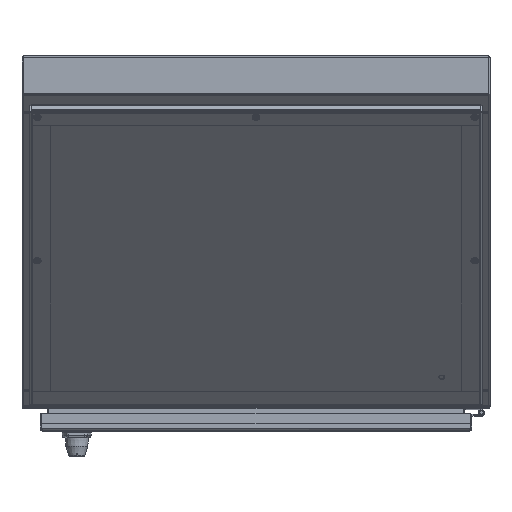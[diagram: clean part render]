
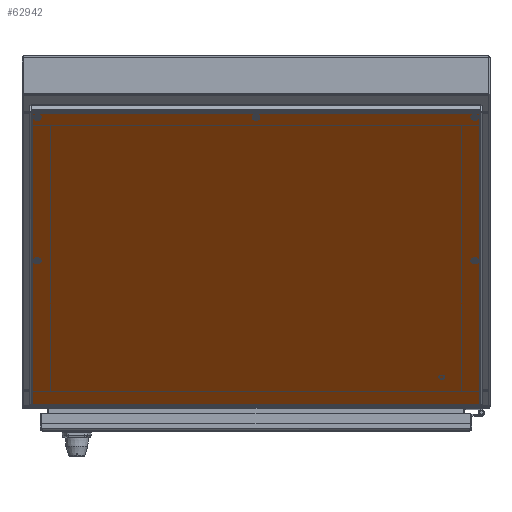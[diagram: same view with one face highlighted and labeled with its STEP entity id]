
A CAD part, top view. The second image highlights one B-rep face of the part: STEP entity #62942.
In plain terms, the highlighted planar face has unit normal (0, -0.707, 0.707).
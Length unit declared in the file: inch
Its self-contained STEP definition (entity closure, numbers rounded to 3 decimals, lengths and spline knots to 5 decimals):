
#840 = VERTEX_POINT ( 'NONE', #65798 ) ;
#1392 = VECTOR ( 'NONE', #1915, 39.37008 ) ;
#1823 = VERTEX_POINT ( 'NONE', #44730 ) ;
#1915 = DIRECTION ( 'NONE',  ( 0., -0.707, -0.707 ) ) ;
#2325 = DIRECTION ( 'NONE',  ( 0., 0.707, -0.707 ) ) ;
#2937 = FACE_BOUND ( 'NONE', #11768, .T. ) ;
#2974 = EDGE_CURVE ( 'NONE', #57435, #64582, #12838, .T. ) ;
#3251 = LINE ( 'NONE', #26789, #52856 ) ;
#4119 = VECTOR ( 'NONE', #17291, 39.37008 ) ;
#5089 = AXIS2_PLACEMENT_3D ( 'NONE', #44678, #73512, #26101 ) ;
#6662 = VECTOR ( 'NONE', #47720, 39.37008 ) ;
#7055 = CARTESIAN_POINT ( 'NONE',  ( -11.21875, 5.86851, 23.71686 ) ) ;
#7056 = VERTEX_POINT ( 'NONE', #19769 ) ;
#8092 = DIRECTION ( 'NONE',  ( 0., -0.707, -0.707 ) ) ;
#8174 = DIRECTION ( 'NONE',  ( 0., -0.707, -0.707 ) ) ;
#9701 = EDGE_LOOP ( 'NONE', ( #48035, #13537, #34561, #26811 ) ) ;
#9811 = VERTEX_POINT ( 'NONE', #45996 ) ;
#10021 = AXIS2_PLACEMENT_3D ( 'NONE', #11260, #34402, #64373 ) ;
#10767 = ORIENTED_EDGE ( 'NONE', *, *, #48719, .T. ) ;
#11260 = CARTESIAN_POINT ( 'NONE',  ( -11.21875, -1.46772, 16.38063 ) ) ;
#11615 = LINE ( 'NONE', #45392, #4119 ) ;
#11768 = EDGE_LOOP ( 'NONE', ( #61261, #12198 ) ) ;
#12198 = ORIENTED_EDGE ( 'NONE', *, *, #67029, .T. ) ;
#12838 = LINE ( 'NONE', #65176, #6662 ) ;
#13537 = ORIENTED_EDGE ( 'NONE', *, *, #2974, .T. ) ;
#14259 = CARTESIAN_POINT ( 'NONE',  ( -11.21875, -1.46772, 16.38063 ) ) ;
#14735 = DIRECTION ( 'NONE',  ( 0., -0.707, 0.707 ) ) ;
#16277 = DIRECTION ( 'NONE',  ( 0., 0.707, -0.707 ) ) ;
#16515 = VERTEX_POINT ( 'NONE', #19540 ) ;
#17291 = DIRECTION ( 'NONE',  ( 0., 0.707, 0.707 ) ) ;
#17476 = VERTEX_POINT ( 'NONE', #37406 ) ;
#18237 = CARTESIAN_POINT ( 'NONE',  ( 0., 5.86851, 23.71686 ) ) ;
#18937 = ORIENTED_EDGE ( 'NONE', *, *, #49985, .T. ) ;
#18984 = CIRCLE ( 'NONE', #48092, 0.125 ) ;
#19103 = DIRECTION ( 'NONE',  ( 0., 0.707, -0.707 ) ) ;
#19540 = CARTESIAN_POINT ( 'NONE',  ( 0., 5.78012, 23.62847 ) ) ;
#19764 = AXIS2_PLACEMENT_3D ( 'NONE', #23698, #35847, #35469 ) ;
#19769 = CARTESIAN_POINT ( 'NONE',  ( -11.21875, -1.37933, 16.46902 ) ) ;
#19791 = DIRECTION ( 'NONE',  ( 0., -0.707, -0.707 ) ) ;
#20165 = CARTESIAN_POINT ( 'NONE',  ( 11.21875, -1.46772, 16.38063 ) ) ;
#20411 = FACE_BOUND ( 'NONE', #21822, .T. ) ;
#20883 = CIRCLE ( 'NONE', #5089, 0.125 ) ;
#21473 = VERTEX_POINT ( 'NONE', #50095 ) ;
#21822 = EDGE_LOOP ( 'NONE', ( #22812, #18937 ) ) ;
#21979 = CARTESIAN_POINT ( 'NONE',  ( -11.21875, 5.86851, 23.71686 ) ) ;
#22812 = ORIENTED_EDGE ( 'NONE', *, *, #52243, .T. ) ;
#22856 = EDGE_CURVE ( 'NONE', #17476, #16515, #51634, .T. ) ;
#23200 = EDGE_CURVE ( 'NONE', #73166, #46363, #18984, .T. ) ;
#23389 = ORIENTED_EDGE ( 'NONE', *, *, #62821, .T. ) ;
#23618 = AXIS2_PLACEMENT_3D ( 'NONE', #14259, #36641, #8174 ) ;
#23653 = CIRCLE ( 'NONE', #58800, 0.125 ) ;
#23698 = CARTESIAN_POINT ( 'NONE',  ( 11.21875, 5.86851, 23.71686 ) ) ;
#23752 = AXIS2_PLACEMENT_3D ( 'NONE', #18237, #58818, #24303 ) ;
#24207 = EDGE_LOOP ( 'NONE', ( #10767, #50245 ) ) ;
#24303 = DIRECTION ( 'NONE',  ( 0., -0.707, -0.707 ) ) ;
#25832 = CIRCLE ( 'NONE', #19764, 0.125 ) ;
#25943 = CARTESIAN_POINT ( 'NONE',  ( -11.48575, -8.90436, 8.94399 ) ) ;
#26101 = DIRECTION ( 'NONE',  ( 0., -0.707, -0.707 ) ) ;
#26734 = EDGE_CURVE ( 'NONE', #7056, #1823, #64560, .T. ) ;
#26762 = CIRCLE ( 'NONE', #70435, 0.125 ) ;
#26789 = CARTESIAN_POINT ( 'NONE',  ( -11.59375, 6.05731, 23.90566 ) ) ;
#26811 = ORIENTED_EDGE ( 'NONE', *, *, #73930, .T. ) ;
#26908 = CARTESIAN_POINT ( 'NONE',  ( 11.48575, -8.90436, 8.94399 ) ) ;
#28055 = DIRECTION ( 'NONE',  ( 0., -0.707, -0.707 ) ) ;
#29928 = CIRCLE ( 'NONE', #32325, 0.125 ) ;
#31698 = VERTEX_POINT ( 'NONE', #63560 ) ;
#31781 = VERTEX_POINT ( 'NONE', #43040 ) ;
#31790 = ORIENTED_EDGE ( 'NONE', *, *, #56171, .T. ) ;
#32137 = CIRCLE ( 'NONE', #64854, 0.125 ) ;
#32325 = AXIS2_PLACEMENT_3D ( 'NONE', #20165, #2325, #19791 ) ;
#33402 = EDGE_CURVE ( 'NONE', #31781, #840, #29928, .T. ) ;
#34402 = DIRECTION ( 'NONE',  ( 0., 0.707, -0.707 ) ) ;
#34561 = ORIENTED_EDGE ( 'NONE', *, *, #66292, .T. ) ;
#35469 = DIRECTION ( 'NONE',  ( 0., -0.707, -0.707 ) ) ;
#35847 = DIRECTION ( 'NONE',  ( 0., 0.707, -0.707 ) ) ;
#36303 = ORIENTED_EDGE ( 'NONE', *, *, #33402, .T. ) ;
#36641 = DIRECTION ( 'NONE',  ( 0., 0.707, -0.707 ) ) ;
#37287 = CARTESIAN_POINT ( 'NONE',  ( -11.21875, 5.9569, 23.80525 ) ) ;
#37406 = CARTESIAN_POINT ( 'NONE',  ( 0., 5.9569, 23.80525 ) ) ;
#37694 = DIRECTION ( 'NONE',  ( 0., -0.707, -0.707 ) ) ;
#37870 = DIRECTION ( 'NONE',  ( 0., -0.707, -0.707 ) ) ;
#38622 = FACE_OUTER_BOUND ( 'NONE', #9701, .T. ) ;
#40197 = DIRECTION ( 'NONE',  ( 0., 0.707, -0.707 ) ) ;
#43040 = CARTESIAN_POINT ( 'NONE',  ( 11.21875, -1.37933, 16.46902 ) ) ;
#44303 = FACE_BOUND ( 'NONE', #24207, .T. ) ;
#44678 = CARTESIAN_POINT ( 'NONE',  ( 11.21875, -1.46772, 16.38063 ) ) ;
#44728 = EDGE_LOOP ( 'NONE', ( #23389, #36303 ) ) ;
#44730 = CARTESIAN_POINT ( 'NONE',  ( -11.21875, -1.55611, 16.29224 ) ) ;
#45392 = CARTESIAN_POINT ( 'NONE',  ( 11.48575, -8.98073, 8.86762 ) ) ;
#45996 = CARTESIAN_POINT ( 'NONE',  ( 11.48575, 6.05731, 23.90566 ) ) ;
#46363 = VERTEX_POINT ( 'NONE', #37287 ) ;
#47297 = DIRECTION ( 'NONE',  ( 0., 0.707, -0.707 ) ) ;
#47720 = DIRECTION ( 'NONE',  ( 1., 0., 0. ) ) ;
#48035 = ORIENTED_EDGE ( 'NONE', *, *, #50856, .T. ) ;
#48092 = AXIS2_PLACEMENT_3D ( 'NONE', #21979, #16277, #69386 ) ;
#48719 = EDGE_CURVE ( 'NONE', #1823, #7056, #68486, .T. ) ;
#49985 = EDGE_CURVE ( 'NONE', #68865, #31698, #26762, .T. ) ;
#50095 = CARTESIAN_POINT ( 'NONE',  ( -11.48575, 6.05731, 23.90566 ) ) ;
#50245 = ORIENTED_EDGE ( 'NONE', *, *, #26734, .T. ) ;
#50430 = EDGE_LOOP ( 'NONE', ( #31790, #64896 ) ) ;
#50856 = EDGE_CURVE ( 'NONE', #21473, #57435, #53180, .T. ) ;
#51634 = CIRCLE ( 'NONE', #23752, 0.125 ) ;
#52243 = EDGE_CURVE ( 'NONE', #31698, #68865, #25832, .T. ) ;
#52856 = VECTOR ( 'NONE', #60949, 39.37008 ) ;
#53180 = LINE ( 'NONE', #64940, #1392 ) ;
#55329 = CARTESIAN_POINT ( 'NONE',  ( 11.21875, 5.9569, 23.80525 ) ) ;
#55423 = CARTESIAN_POINT ( 'NONE',  ( -11.21875, 5.78012, 23.62847 ) ) ;
#55676 = CARTESIAN_POINT ( 'NONE',  ( -11.59375, -8.98073, 8.86762 ) ) ;
#56041 = FACE_BOUND ( 'NONE', #44728, .T. ) ;
#56171 = EDGE_CURVE ( 'NONE', #16515, #17476, #23653, .T. ) ;
#57435 = VERTEX_POINT ( 'NONE', #25943 ) ;
#58800 = AXIS2_PLACEMENT_3D ( 'NONE', #64653, #19103, #8092 ) ;
#58818 = DIRECTION ( 'NONE',  ( 0., 0.707, -0.707 ) ) ;
#60949 = DIRECTION ( 'NONE',  ( -1., 0., 0. ) ) ;
#60978 = AXIS2_PLACEMENT_3D ( 'NONE', #55676, #14735, #37870 ) ;
#61261 = ORIENTED_EDGE ( 'NONE', *, *, #23200, .T. ) ;
#62821 = EDGE_CURVE ( 'NONE', #840, #31781, #20883, .T. ) ;
#62942 = ADVANCED_FACE ( 'NONE', ( #38622, #2937, #73143, #20411, #56041, #44303 ), #66715, .T. ) ;
#63560 = CARTESIAN_POINT ( 'NONE',  ( 11.21875, 5.78012, 23.62847 ) ) ;
#64373 = DIRECTION ( 'NONE',  ( 0., -0.707, -0.707 ) ) ;
#64560 = CIRCLE ( 'NONE', #10021, 0.125 ) ;
#64582 = VERTEX_POINT ( 'NONE', #26908 ) ;
#64653 = CARTESIAN_POINT ( 'NONE',  ( 0., 5.86851, 23.71686 ) ) ;
#64854 = AXIS2_PLACEMENT_3D ( 'NONE', #7055, #47297, #37694 ) ;
#64896 = ORIENTED_EDGE ( 'NONE', *, *, #22856, .T. ) ;
#64940 = CARTESIAN_POINT ( 'NONE',  ( -11.48575, -8.98073, 8.86762 ) ) ;
#65176 = CARTESIAN_POINT ( 'NONE',  ( -11.59375, -8.90436, 8.94399 ) ) ;
#65798 = CARTESIAN_POINT ( 'NONE',  ( 11.21875, -1.55611, 16.29224 ) ) ;
#66292 = EDGE_CURVE ( 'NONE', #64582, #9811, #11615, .T. ) ;
#66715 = PLANE ( 'NONE',  #60978 ) ;
#67029 = EDGE_CURVE ( 'NONE', #46363, #73166, #32137, .T. ) ;
#67940 = CARTESIAN_POINT ( 'NONE',  ( 11.21875, 5.86851, 23.71686 ) ) ;
#68486 = CIRCLE ( 'NONE', #23618, 0.125 ) ;
#68865 = VERTEX_POINT ( 'NONE', #55329 ) ;
#69386 = DIRECTION ( 'NONE',  ( 0., -0.707, -0.707 ) ) ;
#70435 = AXIS2_PLACEMENT_3D ( 'NONE', #67940, #40197, #28055 ) ;
#73143 = FACE_BOUND ( 'NONE', #50430, .T. ) ;
#73166 = VERTEX_POINT ( 'NONE', #55423 ) ;
#73512 = DIRECTION ( 'NONE',  ( 0., 0.707, -0.707 ) ) ;
#73930 = EDGE_CURVE ( 'NONE', #9811, #21473, #3251, .T. ) ;
